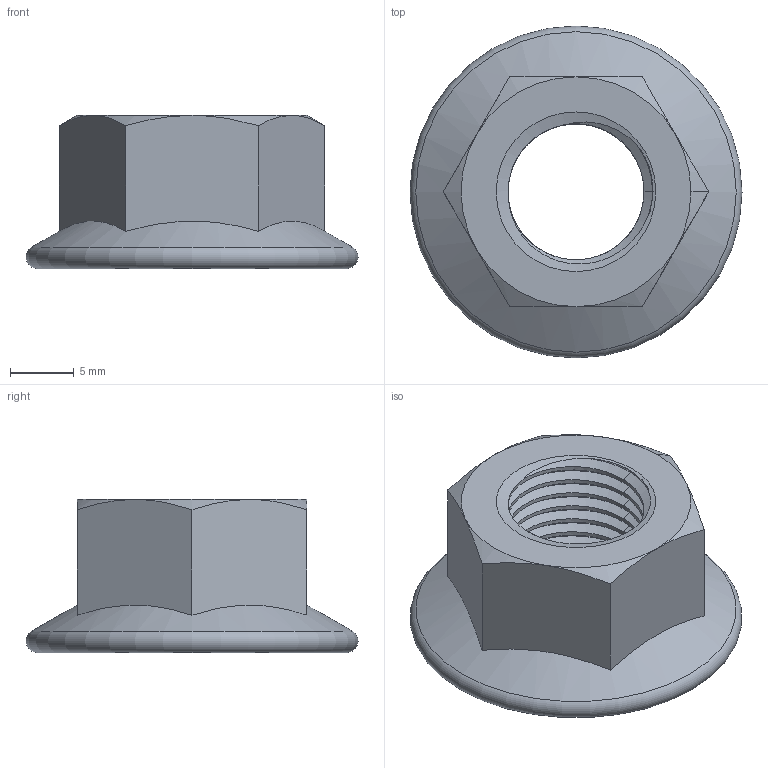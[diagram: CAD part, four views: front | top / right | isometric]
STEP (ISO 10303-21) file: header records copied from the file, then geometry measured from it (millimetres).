
FILE_DESCRIPTION(('FreeCAD Model'),'2;1');
FILE_NAME('Open CASCADE Shape Model','2026-01-01T20:28:23',(''),(''), 'Open CASCADE STEP processor 7.8','FreeCAD','Unknown');
FILE_SCHEMA(('AUTOMOTIVE_DESIGN { 1 0 10303 214 1 1 1 1 }'));
Length unit declared in the file: millimetre
Products named in the file (1): M12x1.25-Nut
Bounding box: 26 x 26 x 12 mm (x, y, z)
Volume: 2745.4 mm3; surface area: 2183.1 mm2
Topology: 1 solids, 1 shells, 61 faces, 129 edges, 70 vertices
Faces by surface type: bspline 32, cone 10, cylinder 10, plane 8, torus 1
Full cylindrical faces by diameter (mm): 10.647 x8
Entity records: 4752 total; most frequent: CARTESIAN_POINT 3700, ORIENTED_EDGE 258, DIRECTION 143, EDGE_CURVE 129, VERTEX_POINT 70, FACE_BOUND 63, EDGE_LOOP 63, AXIS2_PLACEMENT_3D 62
